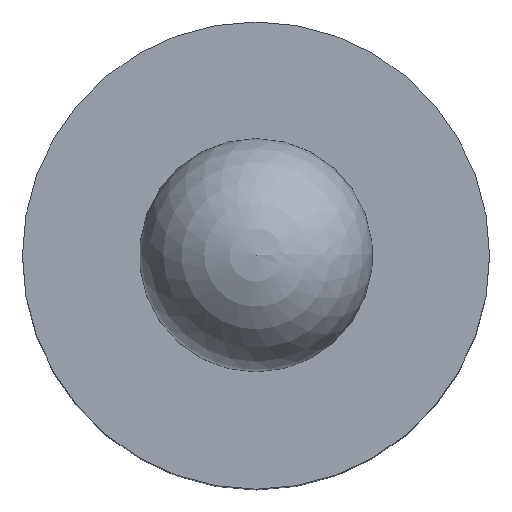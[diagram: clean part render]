
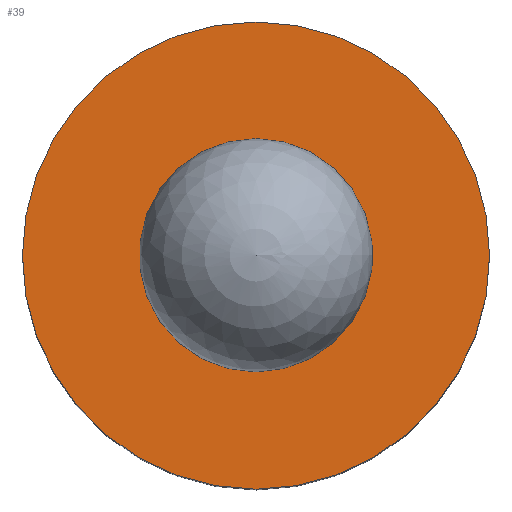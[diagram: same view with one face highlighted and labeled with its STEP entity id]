
A CAD part, top view. The second image highlights one B-rep face of the part: STEP entity #39.
In plain terms, the highlighted planar face has unit normal (0, 0, 1).
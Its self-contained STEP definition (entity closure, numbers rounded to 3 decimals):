
#39 = ADVANCED_FACE( '', ( #77, #78 ), #79, .F. );
#77 = FACE_BOUND( '', #111, .T. );
#78 = FACE_OUTER_BOUND( '', #112, .T. );
#79 = PLANE( '', #113 );
#111 = EDGE_LOOP( '', ( #147 ) );
#112 = EDGE_LOOP( '', ( #148 ) );
#113 = AXIS2_PLACEMENT_3D( '', #149, #150, #151 );
#147 = ORIENTED_EDGE( '', *, *, #166, .T. );
#148 = ORIENTED_EDGE( '', *, *, #169, .F. );
#149 = CARTESIAN_POINT( '', ( 0., 0., 3.1 ) );
#150 = DIRECTION( '', ( 0., 0., -1. ) );
#151 = DIRECTION( '', ( -1., 0., 0. ) );
#166 = EDGE_CURVE( '', #181, #181, #182, .T. );
#169 = EDGE_CURVE( '', #186, #186, #187, .T. );
#181 = VERTEX_POINT( '', #200 );
#182 = CIRCLE( '', #201, 1.5 );
#186 = VERTEX_POINT( '', #205 );
#187 = CIRCLE( '', #206, 5. );
#200 = CARTESIAN_POINT( '', ( -1.5, 0., 3.1 ) );
#201 = AXIS2_PLACEMENT_3D( '', #219, #220, #221 );
#205 = CARTESIAN_POINT( '', ( 0., 5., 3.1 ) );
#206 = AXIS2_PLACEMENT_3D( '', #225, #226, #227 );
#219 = CARTESIAN_POINT( '', ( 0., 0., 3.1 ) );
#220 = DIRECTION( '', ( 0., 0., -1. ) );
#221 = DIRECTION( '', ( -1., 0., 0. ) );
#225 = CARTESIAN_POINT( '', ( 0., 0., 3.1 ) );
#226 = DIRECTION( '', ( 0., 0., -1. ) );
#227 = DIRECTION( '', ( 0., 1., 0. ) );
